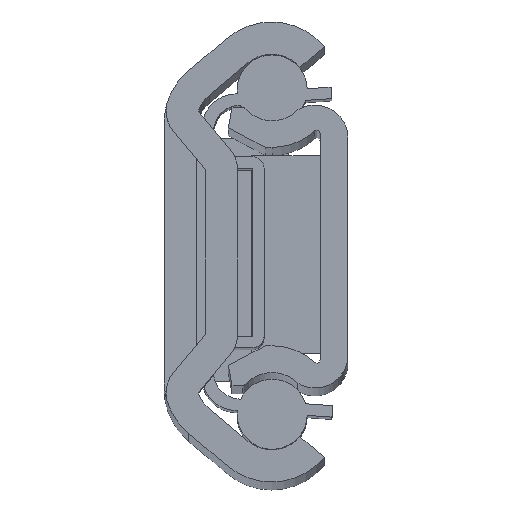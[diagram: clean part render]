
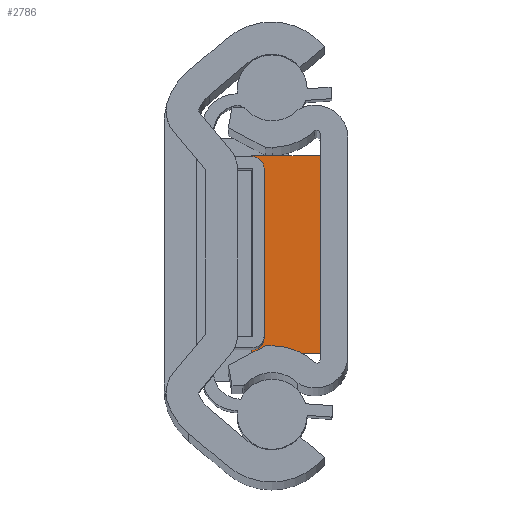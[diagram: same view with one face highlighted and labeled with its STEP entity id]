
A CAD part, top view. The second image highlights one B-rep face of the part: STEP entity #2786.
In plain terms, the highlighted face is planar.
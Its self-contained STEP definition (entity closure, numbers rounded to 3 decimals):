
#17 = VERTEX_POINT ( 'NONE', #2690 ) ;
#574 = CARTESIAN_POINT ( 'NONE',  ( -4.2, 4.3, 97.3 ) ) ;
#589 = LINE ( 'NONE', #3396, #4609 ) ;
#692 = CARTESIAN_POINT ( 'NONE',  ( -4.2, 4.3, 97.3 ) ) ;
#865 = EDGE_CURVE ( 'NONE', #17, #1547, #589, .T. ) ;
#892 = ORIENTED_EDGE ( 'NONE', *, *, #865, .F. ) ;
#1020 = CARTESIAN_POINT ( 'NONE',  ( -1.2, 4.3, 97.3 ) ) ;
#1414 = ORIENTED_EDGE ( 'NONE', *, *, #5175, .T. ) ;
#1544 = PLANE ( 'NONE',  #4119 ) ;
#1547 = VERTEX_POINT ( 'NONE', #4179 ) ;
#1781 = CARTESIAN_POINT ( 'NONE',  ( -4.2, 4.3, 97.3 ) ) ;
#1810 = DIRECTION ( 'NONE',  ( 0., 0., 1. ) ) ;
#2097 = DIRECTION ( 'NONE',  ( 0., -1., 0. ) ) ;
#2099 = LINE ( 'NONE', #1781, #5047 ) ;
#2116 = ORIENTED_EDGE ( 'NONE', *, *, #3559, .F. ) ;
#2151 = DIRECTION ( 'NONE',  ( 1., 0., 0. ) ) ;
#2276 = VECTOR ( 'NONE', #2097, 1000. ) ;
#2320 = ORIENTED_EDGE ( 'NONE', *, *, #4041, .T. ) ;
#2524 = EDGE_LOOP ( 'NONE', ( #1414, #892, #2116, #2320 ) ) ;
#2595 = CARTESIAN_POINT ( 'NONE',  ( -4.2, 4.3, 97.3 ) ) ;
#2690 = CARTESIAN_POINT ( 'NONE',  ( -4.2, -4.3, 97.3 ) ) ;
#2786 = ADVANCED_FACE ( 'NONE', ( #3692 ), #1544, .F. ) ;
#3396 = CARTESIAN_POINT ( 'NONE',  ( -4.2, -4.3, 97.3 ) ) ;
#3559 = EDGE_CURVE ( 'NONE', #4086, #17, #5063, .T. ) ;
#3692 = FACE_OUTER_BOUND ( 'NONE', #2524, .T. ) ;
#3748 = VECTOR ( 'NONE', #5049, 1000. ) ;
#3862 = DIRECTION ( 'NONE',  ( 1., 0., 0. ) ) ;
#4041 = EDGE_CURVE ( 'NONE', #4086, #4619, #2099, .T. ) ;
#4086 = VERTEX_POINT ( 'NONE', #2595 ) ;
#4119 = AXIS2_PLACEMENT_3D ( 'NONE', #574, #1810, #2151 ) ;
#4179 = CARTESIAN_POINT ( 'NONE',  ( -1.2, -4.3, 97.3 ) ) ;
#4257 = DIRECTION ( 'NONE',  ( 1., 0., 0. ) ) ;
#4511 = CARTESIAN_POINT ( 'NONE',  ( -1.2, 4.3, 97.3 ) ) ;
#4609 = VECTOR ( 'NONE', #4257, 1000. ) ;
#4619 = VERTEX_POINT ( 'NONE', #1020 ) ;
#4660 = LINE ( 'NONE', #4511, #2276 ) ;
#5047 = VECTOR ( 'NONE', #3862, 1000. ) ;
#5049 = DIRECTION ( 'NONE',  ( 0., -1., 0. ) ) ;
#5063 = LINE ( 'NONE', #692, #3748 ) ;
#5175 = EDGE_CURVE ( 'NONE', #4619, #1547, #4660, .T. ) ;
